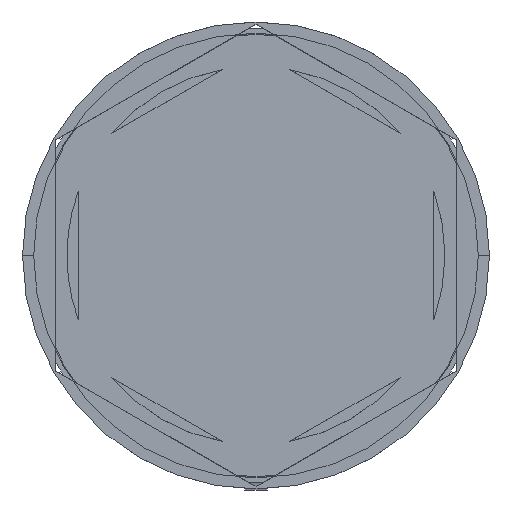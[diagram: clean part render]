
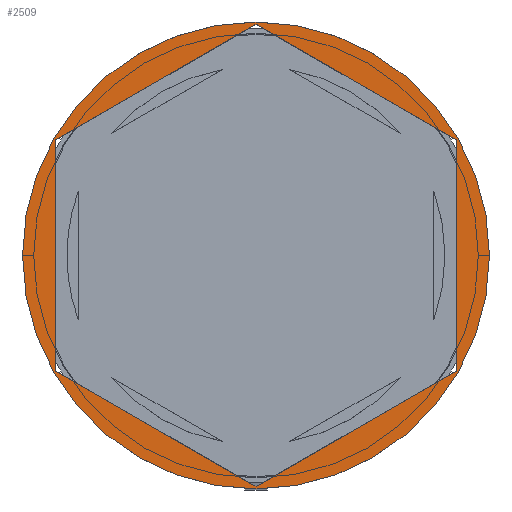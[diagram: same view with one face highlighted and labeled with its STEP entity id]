
A CAD part, top view. The second image highlights one B-rep face of the part: STEP entity #2509.
In plain terms, the highlighted planar face has unit normal (0, 0, 1).
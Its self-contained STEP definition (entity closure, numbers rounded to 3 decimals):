
#39 = VECTOR ( 'NONE', #1692, 1000. ) ;
#184 = LINE ( 'NONE', #199, #343 ) ;
#199 = CARTESIAN_POINT ( 'NONE',  ( -9., 5.196, 0. ) ) ;
#272 = EDGE_LOOP ( 'NONE', ( #1812, #401 ) ) ;
#290 = ORIENTED_EDGE ( 'NONE', *, *, #511, .F. ) ;
#293 = CARTESIAN_POINT ( 'NONE',  ( 0., -10.392, 0. ) ) ;
#309 = CARTESIAN_POINT ( 'NONE',  ( 0., 0., 0. ) ) ;
#343 = VECTOR ( 'NONE', #826, 1000. ) ;
#401 = ORIENTED_EDGE ( 'NONE', *, *, #2418, .T. ) ;
#462 = CARTESIAN_POINT ( 'NONE',  ( -9., -5.196, 0. ) ) ;
#464 = VECTOR ( 'NONE', #1788, 1000. ) ;
#511 = EDGE_CURVE ( 'NONE', #592, #1172, #1236, .T. ) ;
#572 = FACE_BOUND ( 'NONE', #832, .T. ) ;
#592 = VERTEX_POINT ( 'NONE', #462 ) ;
#641 = CIRCLE ( 'NONE', #966, 10.5 ) ;
#674 = EDGE_CURVE ( 'NONE', #2585, #1570, #1950, .T. ) ;
#713 = VECTOR ( 'NONE', #2450, 1000. ) ;
#726 = DIRECTION ( 'NONE',  ( 1., 0., 0. ) ) ;
#772 = DIRECTION ( 'NONE',  ( 1., 0., 0. ) ) ;
#783 = CARTESIAN_POINT ( 'NONE',  ( 0., 0., 0. ) ) ;
#789 = EDGE_CURVE ( 'NONE', #1495, #1557, #2037, .T. ) ;
#826 = DIRECTION ( 'NONE',  ( 0., -1., 0. ) ) ;
#832 = EDGE_LOOP ( 'NONE', ( #2646, #1184, #2048, #290, #1794, #1368 ) ) ;
#966 = AXIS2_PLACEMENT_3D ( 'NONE', #2253, #2469, #772 ) ;
#973 = CARTESIAN_POINT ( 'NONE',  ( 9., 5.196, 0. ) ) ;
#978 = FACE_OUTER_BOUND ( 'NONE', #272, .T. ) ;
#980 = CARTESIAN_POINT ( 'NONE',  ( -9., 5.196, 0. ) ) ;
#1000 = LINE ( 'NONE', #2504, #713 ) ;
#1046 = CARTESIAN_POINT ( 'NONE',  ( 10.5, 0., 0. ) ) ;
#1054 = VECTOR ( 'NONE', #1674, 1000. ) ;
#1066 = LINE ( 'NONE', #2523, #39 ) ;
#1162 = EDGE_CURVE ( 'NONE', #1557, #2076, #1000, .T. ) ;
#1166 = CARTESIAN_POINT ( 'NONE',  ( 0., 10.392, 0. ) ) ;
#1172 = VERTEX_POINT ( 'NONE', #2032 ) ;
#1184 = ORIENTED_EDGE ( 'NONE', *, *, #1787, .F. ) ;
#1236 = LINE ( 'NONE', #1861, #1423 ) ;
#1368 = ORIENTED_EDGE ( 'NONE', *, *, #1162, .F. ) ;
#1389 = DIRECTION ( 'NONE',  ( 0., 0., 1. ) ) ;
#1412 = CARTESIAN_POINT ( 'NONE',  ( 9., 5.196, 0. ) ) ;
#1423 = VECTOR ( 'NONE', #1484, 1000. ) ;
#1484 = DIRECTION ( 'NONE',  ( 0.866, -0.5, 0. ) ) ;
#1495 = VERTEX_POINT ( 'NONE', #973 ) ;
#1557 = VERTEX_POINT ( 'NONE', #1166 ) ;
#1561 = AXIS2_PLACEMENT_3D ( 'NONE', #783, #1389, #2227 ) ;
#1570 = VERTEX_POINT ( 'NONE', #1806 ) ;
#1674 = DIRECTION ( 'NONE',  ( 0.866, 0.5, 0. ) ) ;
#1692 = DIRECTION ( 'NONE',  ( 0., 1., 0. ) ) ;
#1787 = EDGE_CURVE ( 'NONE', #2347, #1495, #1066, .T. ) ;
#1788 = DIRECTION ( 'NONE',  ( -0.866, 0.5, 0. ) ) ;
#1794 = ORIENTED_EDGE ( 'NONE', *, *, #2508, .F. ) ;
#1806 = CARTESIAN_POINT ( 'NONE',  ( -10.5, 0., 0. ) ) ;
#1812 = ORIENTED_EDGE ( 'NONE', *, *, #674, .T. ) ;
#1861 = CARTESIAN_POINT ( 'NONE',  ( -9., -5.196, 0. ) ) ;
#1932 = DIRECTION ( 'NONE',  ( 0., 0., 1. ) ) ;
#1950 = CIRCLE ( 'NONE', #2205, 10.5 ) ;
#2032 = CARTESIAN_POINT ( 'NONE',  ( 0., -10.392, 0. ) ) ;
#2037 = LINE ( 'NONE', #1412, #464 ) ;
#2048 = ORIENTED_EDGE ( 'NONE', *, *, #2103, .F. ) ;
#2076 = VERTEX_POINT ( 'NONE', #980 ) ;
#2103 = EDGE_CURVE ( 'NONE', #1172, #2347, #2231, .T. ) ;
#2205 = AXIS2_PLACEMENT_3D ( 'NONE', #309, #1932, #726 ) ;
#2227 = DIRECTION ( 'NONE',  ( 1., 0., 0. ) ) ;
#2231 = LINE ( 'NONE', #293, #1054 ) ;
#2253 = CARTESIAN_POINT ( 'NONE',  ( 0., 0., 0. ) ) ;
#2347 = VERTEX_POINT ( 'NONE', #2559 ) ;
#2418 = EDGE_CURVE ( 'NONE', #1570, #2585, #641, .T. ) ;
#2450 = DIRECTION ( 'NONE',  ( -0.866, -0.5, 0. ) ) ;
#2469 = DIRECTION ( 'NONE',  ( 0., 0., 1. ) ) ;
#2504 = CARTESIAN_POINT ( 'NONE',  ( 0., 10.392, 0. ) ) ;
#2508 = EDGE_CURVE ( 'NONE', #2076, #592, #184, .T. ) ;
#2509 = ADVANCED_FACE ( 'NONE', ( #572, #978 ), #2642, .T. ) ;
#2523 = CARTESIAN_POINT ( 'NONE',  ( 9., -5.196, 0. ) ) ;
#2559 = CARTESIAN_POINT ( 'NONE',  ( 9., -5.196, 0. ) ) ;
#2585 = VERTEX_POINT ( 'NONE', #1046 ) ;
#2642 = PLANE ( 'NONE',  #1561 ) ;
#2646 = ORIENTED_EDGE ( 'NONE', *, *, #789, .F. ) ;
